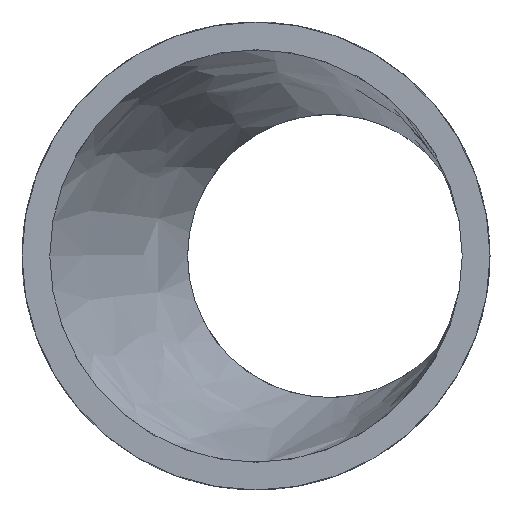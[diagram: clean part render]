
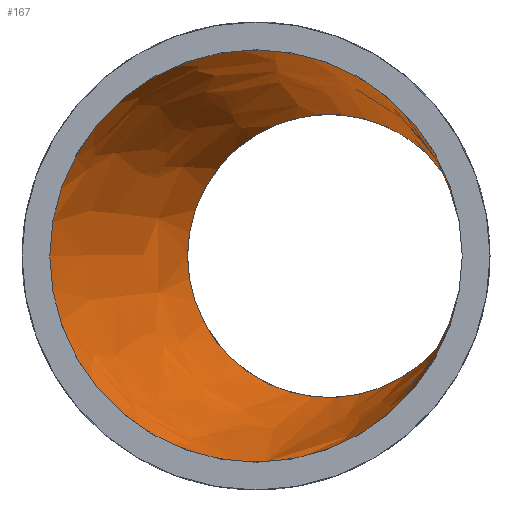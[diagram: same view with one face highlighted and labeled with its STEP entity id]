
A CAD part, left-side view. The second image highlights one B-rep face of the part: STEP entity #167.
In plain terms, the highlighted free-form (B-spline) face has degree [1, 2] with [2, 9] control points.
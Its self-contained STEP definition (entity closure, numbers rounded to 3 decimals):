
#31=CIRCLE('',#195,70.5);
#32=CIRCLE('',#196,70.5);
#33=CIRCLE('',#197,48.4);
#34=CIRCLE('',#198,48.4);
#35=CIRCLE('',#199,48.4);
#36=CIRCLE('',#200,48.4);
#37=CIRCLE('',#201,70.5);
#38=CIRCLE('',#202,70.5);
#43=(
BOUNDED_SURFACE()
B_SPLINE_SURFACE(1,2,((#814,#815,#816,#817,#818,#819,#820,#821,#822),(#823,
#824,#825,#826,#827,#828,#829,#830,#831)),.UNSPECIFIED.,.F.,.T.,.F.)
B_SPLINE_SURFACE_WITH_KNOTS((2,2),(3,2,2,2,3),(-0.224,1.74),
(-3.142,-1.571,0.,1.571,3.142),
 .UNSPECIFIED.)
GEOMETRIC_REPRESENTATION_ITEM()
RATIONAL_B_SPLINE_SURFACE(((1.,0.707,1.,0.707,1.,
0.707,1.,0.707,1.),(1.,0.707,1.,0.707,
1.,0.707,1.,0.707,1.)))
REPRESENTATION_ITEM('')
SURFACE()
);
#47=FACE_OUTER_BOUND('',#57,.T.);
#57=EDGE_LOOP('',(#121,#122,#123,#124,#125,#126,#127,#128,#129,#130));
#73=B_SPLINE_CURVE_WITH_KNOTS('',1,(#838,#839),.UNSPECIFIED.,.F.,.F.,(2,
2),(0.01,1.588),.UNSPECIFIED.);
#79=VERTEX_POINT('',#832);
#80=VERTEX_POINT('',#833);
#81=VERTEX_POINT('',#835);
#82=VERTEX_POINT('',#837);
#83=VERTEX_POINT('',#840);
#84=VERTEX_POINT('',#842);
#85=VERTEX_POINT('',#844);
#86=VERTEX_POINT('',#847);
#97=EDGE_CURVE('',#79,#80,#31,.T.);
#98=EDGE_CURVE('',#80,#81,#32,.T.);
#99=EDGE_CURVE('',#81,#82,#73,.T.);
#100=EDGE_CURVE('',#82,#83,#33,.T.);
#101=EDGE_CURVE('',#83,#84,#34,.T.);
#102=EDGE_CURVE('',#84,#85,#35,.T.);
#103=EDGE_CURVE('',#85,#82,#36,.T.);
#104=EDGE_CURVE('',#81,#86,#37,.T.);
#105=EDGE_CURVE('',#86,#79,#38,.T.);
#121=ORIENTED_EDGE('',*,*,#97,.T.);
#122=ORIENTED_EDGE('',*,*,#98,.T.);
#123=ORIENTED_EDGE('',*,*,#99,.T.);
#124=ORIENTED_EDGE('',*,*,#100,.T.);
#125=ORIENTED_EDGE('',*,*,#101,.T.);
#126=ORIENTED_EDGE('',*,*,#102,.T.);
#127=ORIENTED_EDGE('',*,*,#103,.T.);
#128=ORIENTED_EDGE('',*,*,#99,.F.);
#129=ORIENTED_EDGE('',*,*,#104,.T.);
#130=ORIENTED_EDGE('',*,*,#105,.T.);
#167=ADVANCED_FACE('',(#47),#43,.T.);
#195=AXIS2_PLACEMENT_3D('',#834,#215,#216);
#196=AXIS2_PLACEMENT_3D('',#836,#217,#218);
#197=AXIS2_PLACEMENT_3D('',#841,#219,#220);
#198=AXIS2_PLACEMENT_3D('',#843,#221,#222);
#199=AXIS2_PLACEMENT_3D('',#845,#223,#224);
#200=AXIS2_PLACEMENT_3D('',#846,#225,#226);
#201=AXIS2_PLACEMENT_3D('',#848,#227,#228);
#202=AXIS2_PLACEMENT_3D('',#849,#229,#230);
#215=DIRECTION('center_axis',(-1.,0.,0.));
#216=DIRECTION('ref_axis',(0.,-1.,0.));
#217=DIRECTION('center_axis',(-1.,0.,0.));
#218=DIRECTION('ref_axis',(0.,-1.,0.));
#219=DIRECTION('center_axis',(1.,0.,0.));
#220=DIRECTION('ref_axis',(0.,-1.,0.));
#221=DIRECTION('center_axis',(1.,0.,0.));
#222=DIRECTION('ref_axis',(0.,-1.,0.));
#223=DIRECTION('center_axis',(1.,0.,0.));
#224=DIRECTION('ref_axis',(0.,-1.,0.));
#225=DIRECTION('center_axis',(1.,0.,0.));
#226=DIRECTION('ref_axis',(0.,-1.,0.));
#227=DIRECTION('center_axis',(-1.,0.,0.));
#228=DIRECTION('ref_axis',(0.,-1.,0.));
#229=DIRECTION('center_axis',(-1.,0.,0.));
#230=DIRECTION('ref_axis',(0.,-1.,0.));
#814=CARTESIAN_POINT('Ctrl Pts',(102.698,25.43,-73.706));
#815=CARTESIAN_POINT('Ctrl Pts',(118.5,95.5,-73.706));
#816=CARTESIAN_POINT('Ctrl Pts',(118.5,95.5,0.));
#817=CARTESIAN_POINT('Ctrl Pts',(118.5,95.5,73.706));
#818=CARTESIAN_POINT('Ctrl Pts',(102.698,25.43,73.706));
#819=CARTESIAN_POINT('Ctrl Pts',(86.896,-44.639,73.706));
#820=CARTESIAN_POINT('Ctrl Pts',(86.896,-44.639,0.));
#821=CARTESIAN_POINT('Ctrl Pts',(86.896,-44.639,-73.706));
#822=CARTESIAN_POINT('Ctrl Pts',(102.698,25.43,-73.706));
#823=CARTESIAN_POINT('Ctrl Pts',(235.215,-4.455,-46.235));
#824=CARTESIAN_POINT('Ctrl Pts',(245.127,39.499,-46.235));
#825=CARTESIAN_POINT('Ctrl Pts',(245.127,39.499,0.));
#826=CARTESIAN_POINT('Ctrl Pts',(245.127,39.499,46.235));
#827=CARTESIAN_POINT('Ctrl Pts',(235.215,-4.455,46.235));
#828=CARTESIAN_POINT('Ctrl Pts',(225.303,-48.408,46.235));
#829=CARTESIAN_POINT('Ctrl Pts',(225.303,-48.408,0.));
#830=CARTESIAN_POINT('Ctrl Pts',(225.303,-48.408,-46.235));
#831=CARTESIAN_POINT('Ctrl Pts',(235.215,-4.455,-46.235));
#832=CARTESIAN_POINT('',(118.5,-37.322,32.958));
#833=CARTESIAN_POINT('',(118.5,95.5,0.));
#834=CARTESIAN_POINT('Origin',(118.5,25.,0.));
#835=CARTESIAN_POINT('',(118.5,21.867,-70.43));
#836=CARTESIAN_POINT('Origin',(118.5,25.,0.));
#837=CARTESIAN_POINT('',(225.,-2.151,-48.352));
#838=CARTESIAN_POINT('Ctrl Pts',(118.5,21.867,-70.43));
#839=CARTESIAN_POINT('Ctrl Pts',(225.,-2.151,-48.352));
#840=CARTESIAN_POINT('',(225.,48.4,0.));
#841=CARTESIAN_POINT('Origin',(225.,0.,0.));
#842=CARTESIAN_POINT('',(225.,-42.786,22.626));
#843=CARTESIAN_POINT('Origin',(225.,0.,0.));
#844=CARTESIAN_POINT('',(225.,-42.786,-22.626));
#845=CARTESIAN_POINT('Origin',(225.,0.,0.));
#846=CARTESIAN_POINT('Origin',(225.,0.,0.));
#847=CARTESIAN_POINT('',(118.5,-37.322,-32.958));
#848=CARTESIAN_POINT('Origin',(118.5,25.,0.));
#849=CARTESIAN_POINT('Origin',(118.5,25.,0.));
